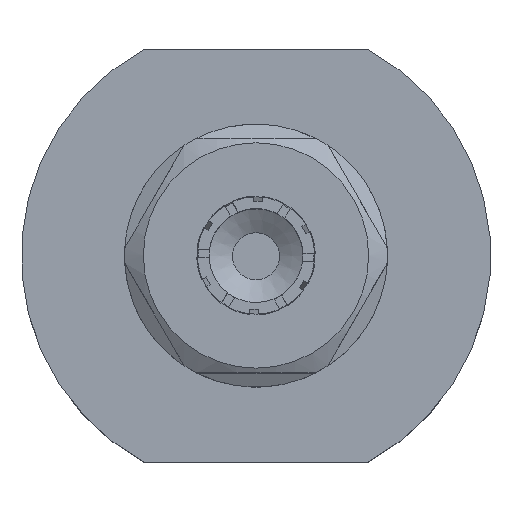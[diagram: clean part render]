
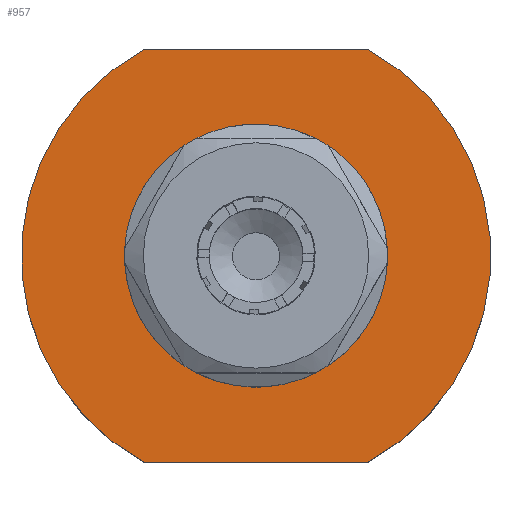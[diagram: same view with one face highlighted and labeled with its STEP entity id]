
A CAD part, top view. The second image highlights one B-rep face of the part: STEP entity #957.
In plain terms, the highlighted planar face has unit normal (0, 0, 1).
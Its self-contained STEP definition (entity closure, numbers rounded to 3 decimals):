
#117=PLANE('',#4000);
#463=LINE('',#5724,#710);
#464=LINE('',#5728,#711);
#710=VECTOR('',#4470,1.);
#711=VECTOR('',#4473,1.);
#957=ADVANCED_FACE('',(#1311,#1312),#117,.T.);
#1311=FACE_BOUND('',#1417,.T.);
#1312=FACE_BOUND('',#1418,.T.);
#1417=EDGE_LOOP('',(#1737,#1738,#1739,#1740));
#1418=EDGE_LOOP('',(#1741));
#1737=ORIENTED_EDGE('',*,*,#3266,.T.);
#1738=ORIENTED_EDGE('',*,*,#3267,.T.);
#1739=ORIENTED_EDGE('',*,*,#3268,.F.);
#1740=ORIENTED_EDGE('',*,*,#3262,.T.);
#1741=ORIENTED_EDGE('',*,*,#3269,.F.);
#2877=VERTEX_POINT('',#5716);
#2878=VERTEX_POINT('',#5717);
#2881=VERTEX_POINT('',#5725);
#2882=VERTEX_POINT('',#5727);
#2883=VERTEX_POINT('',#5730);
#3262=EDGE_CURVE('',#2877,#2878,#3810,.T.);
#3266=EDGE_CURVE('',#2878,#2881,#463,.T.);
#3267=EDGE_CURVE('',#2881,#2882,#3812,.T.);
#3268=EDGE_CURVE('',#2877,#2882,#464,.T.);
#3269=EDGE_CURVE('',#2883,#2883,#3813,.T.);
#3810=CIRCLE('',#3995,25.);
#3812=CIRCLE('',#3998,25.);
#3813=CIRCLE('',#3999,10.);
#3995=AXIS2_PLACEMENT_3D('',#5715,#4462,#4463);
#3998=AXIS2_PLACEMENT_3D('',#5726,#4471,#4472);
#3999=AXIS2_PLACEMENT_3D('',#5729,#4474,#4475);
#4000=AXIS2_PLACEMENT_3D('',#5731,#4476,#4477);
#4462=DIRECTION('',(0.,0.,1.));
#4463=DIRECTION('',(-1.,0.,0.));
#4470=DIRECTION('',(1.,0.,0.));
#4471=DIRECTION('',(0.,0.,1.));
#4472=DIRECTION('',(-1.,0.,0.));
#4473=DIRECTION('',(1.,0.,0.));
#4474=DIRECTION('',(0.,0.,1.));
#4475=DIRECTION('',(-1.,0.,0.));
#4476=DIRECTION('',(0.,0.,1.));
#4477=DIRECTION('',(1.,0.,0.));
#5715=CARTESIAN_POINT('',(0.,0.,20.));
#5716=CARTESIAN_POINT('',(-11.874,22.,20.));
#5717=CARTESIAN_POINT('',(-11.874,-22.,20.));
#5724=CARTESIAN_POINT('',(-28.,-22.,20.));
#5725=CARTESIAN_POINT('',(11.874,-22.,20.));
#5726=CARTESIAN_POINT('',(0.,0.,20.));
#5727=CARTESIAN_POINT('',(11.874,22.,20.));
#5728=CARTESIAN_POINT('',(-28.,22.,20.));
#5729=CARTESIAN_POINT('',(0.,0.,20.));
#5730=CARTESIAN_POINT('',(-10.,0.,20.));
#5731=CARTESIAN_POINT('',(0.,0.,20.));
